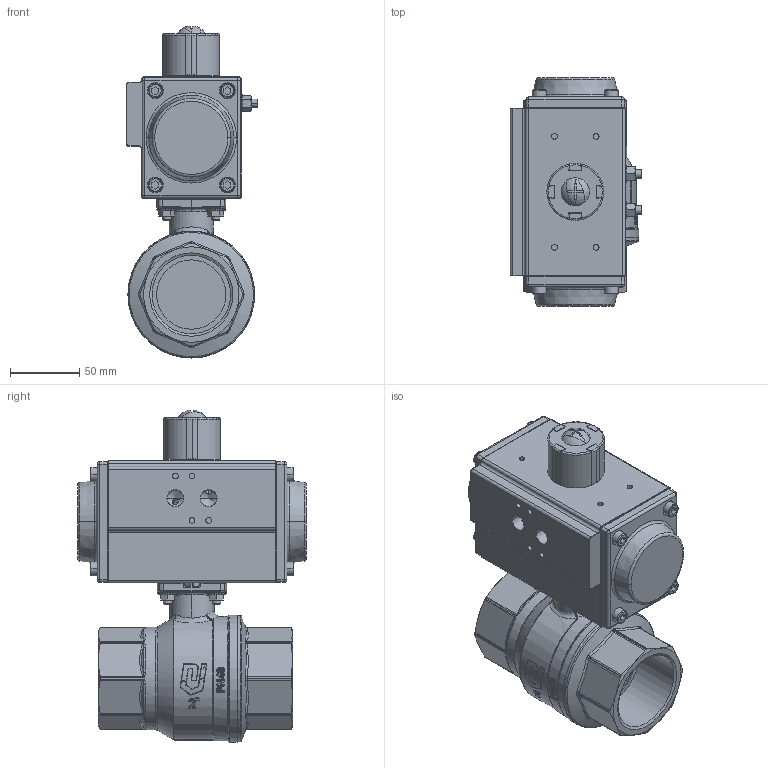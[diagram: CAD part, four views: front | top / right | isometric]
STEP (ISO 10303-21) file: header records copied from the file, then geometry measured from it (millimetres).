
FILE_DESCRIPTION(('HOOPS Exchange Step'),'2;1');
FILE_NAME('PK0100_DN50.stp','2025-03-25T09:04:06+01:00',('nieru'),('Unknown organisation'),'HOOPS Exchange 2024.2','HOOPS Exchange','Unknown authorisation');
FILE_SCHEMA( ('AP203_CONFIGURATION_CONTROLLED_3D_DESIGN_OF_MECHANICAL_PARTS_AND_ASSEMBLIES_MIM_LF') );
Length unit declared in the file: millimetre
Products named in the file (5): 0; root
Assembly tree (4 placements, depth 3):
  root
    0
      0
      0
      0
Bounding box: 95 x 165 x 239.4 mm (x, y, z)
Volume: 1184952 mm3; surface area: 211810.9 mm2
Topology: 34 solids, 34 shells, 2364 faces, 5701 edges, 3427 vertices
Faces by surface type: bspline 958, cylinder 528, plane 522, torus 206, cone 112, sphere 38
Full cylindrical faces by diameter (mm): 5 x5, 6 x4, 50 x2, 56.656 x1, 56.66 x1, 74 x1, 91 x1
Entity records: 155605 total; most frequent: CARTESIAN_POINT 105980, ORIENTED_EDGE 11290, DIRECTION 8438, EDGE_CURVE 5645, VERTEX_POINT 3429, AXIS2_PLACEMENT_3D 3393, EDGE_LOOP 2508, FACE_BOUND 2508
